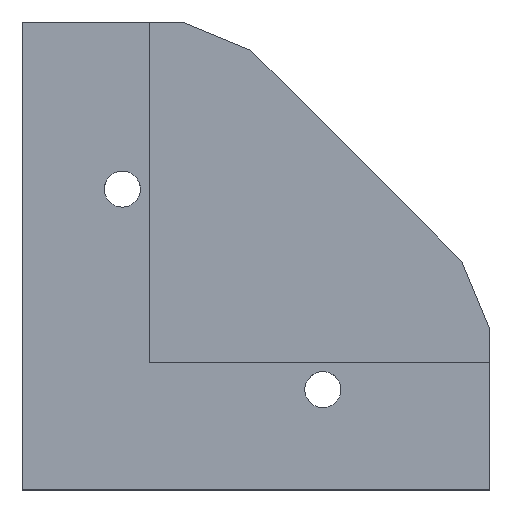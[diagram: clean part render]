
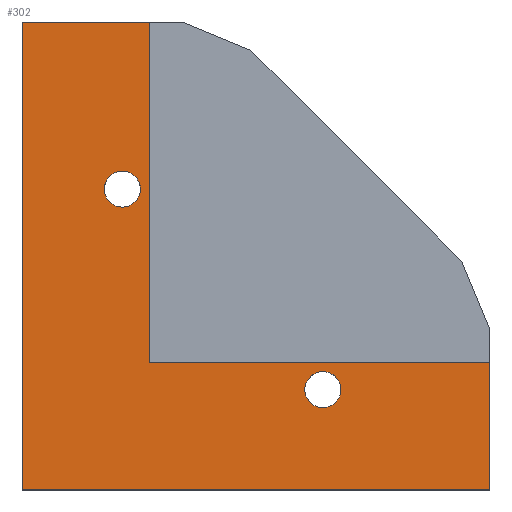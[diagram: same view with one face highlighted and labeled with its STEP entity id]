
A CAD part, top view. The second image highlights one B-rep face of the part: STEP entity #302.
In plain terms, the highlighted planar face has unit normal (0, 0, 1).
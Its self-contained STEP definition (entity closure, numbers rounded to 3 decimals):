
#40 = VERTEX_POINT('',#41);
#41 = CARTESIAN_POINT('',(0.,70.,6.2));
#47 = EDGE_CURVE('',#40,#48,#50,.T.);
#48 = VERTEX_POINT('',#49);
#49 = CARTESIAN_POINT('',(19.,70.,6.2));
#50 = LINE('',#51,#52);
#51 = CARTESIAN_POINT('',(0.,70.,6.2));
#52 = VECTOR('',#53,1.);
#53 = DIRECTION('',(1.,0.,0.));
#261 = VERTEX_POINT('',#262);
#262 = CARTESIAN_POINT('',(0.,0.,6.2));
#268 = EDGE_CURVE('',#261,#40,#269,.T.);
#269 = LINE('',#270,#271);
#270 = CARTESIAN_POINT('',(0.,0.,6.2));
#271 = VECTOR('',#272,1.);
#272 = DIRECTION('',(0.,1.,0.));
#283 = EDGE_CURVE('',#48,#284,#286,.T.);
#284 = VERTEX_POINT('',#285);
#285 = CARTESIAN_POINT('',(19.,19.,6.2));
#286 = LINE('',#287,#288);
#287 = CARTESIAN_POINT('',(19.,70.,6.2));
#288 = VECTOR('',#289,1.);
#289 = DIRECTION('',(0.,-1.,0.));
#302 = ADVANCED_FACE('',(#303,#330,#341),#352,.T.);
#303 = FACE_BOUND('',#304,.T.);
#304 = EDGE_LOOP('',(#305,#306,#307,#315,#323,#329));
#305 = ORIENTED_EDGE('',*,*,#47,.F.);
#306 = ORIENTED_EDGE('',*,*,#268,.F.);
#307 = ORIENTED_EDGE('',*,*,#308,.F.);
#308 = EDGE_CURVE('',#309,#261,#311,.T.);
#309 = VERTEX_POINT('',#310);
#310 = CARTESIAN_POINT('',(70.,0.,6.2));
#311 = LINE('',#312,#313);
#312 = CARTESIAN_POINT('',(70.,0.,6.2));
#313 = VECTOR('',#314,1.);
#314 = DIRECTION('',(-1.,0.,0.));
#315 = ORIENTED_EDGE('',*,*,#316,.F.);
#316 = EDGE_CURVE('',#317,#309,#319,.T.);
#317 = VERTEX_POINT('',#318);
#318 = CARTESIAN_POINT('',(70.,19.,6.2));
#319 = LINE('',#320,#321);
#320 = CARTESIAN_POINT('',(70.,19.,6.2));
#321 = VECTOR('',#322,1.);
#322 = DIRECTION('',(0.,-1.,0.));
#323 = ORIENTED_EDGE('',*,*,#324,.F.);
#324 = EDGE_CURVE('',#284,#317,#325,.T.);
#325 = LINE('',#326,#327);
#326 = CARTESIAN_POINT('',(19.,19.,6.2));
#327 = VECTOR('',#328,1.);
#328 = DIRECTION('',(1.,0.,0.));
#329 = ORIENTED_EDGE('',*,*,#283,.F.);
#330 = FACE_BOUND('',#331,.T.);
#331 = EDGE_LOOP('',(#332));
#332 = ORIENTED_EDGE('',*,*,#333,.T.);
#333 = EDGE_CURVE('',#334,#334,#336,.T.);
#334 = VERTEX_POINT('',#335);
#335 = CARTESIAN_POINT('',(47.7,15.,6.2));
#336 = CIRCLE('',#337,2.7);
#337 = AXIS2_PLACEMENT_3D('',#338,#339,#340);
#338 = CARTESIAN_POINT('',(45.,15.,6.2));
#339 = DIRECTION('',(0.,0.,-1.));
#340 = DIRECTION('',(1.,0.,0.));
#341 = FACE_BOUND('',#342,.T.);
#342 = EDGE_LOOP('',(#343));
#343 = ORIENTED_EDGE('',*,*,#344,.T.);
#344 = EDGE_CURVE('',#345,#345,#347,.T.);
#345 = VERTEX_POINT('',#346);
#346 = CARTESIAN_POINT('',(17.7,45.,6.2));
#347 = CIRCLE('',#348,2.7);
#348 = AXIS2_PLACEMENT_3D('',#349,#350,#351);
#349 = CARTESIAN_POINT('',(15.,45.,6.2));
#350 = DIRECTION('',(0.,0.,-1.));
#351 = DIRECTION('',(1.,0.,0.));
#352 = PLANE('',#353);
#353 = AXIS2_PLACEMENT_3D('',#354,#355,#356);
#354 = CARTESIAN_POINT('',(25.711,25.711,6.2));
#355 = DIRECTION('',(0.,0.,1.));
#356 = DIRECTION('',(1.,0.,0.));
